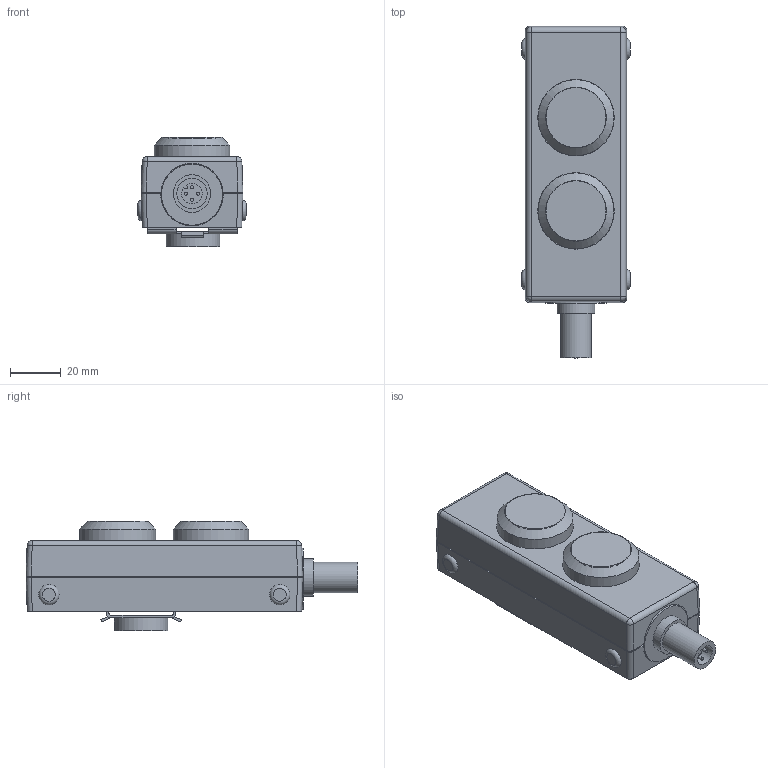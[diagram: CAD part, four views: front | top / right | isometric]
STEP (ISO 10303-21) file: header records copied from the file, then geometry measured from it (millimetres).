
FILE_DESCRIPTION(/* description */ ('Alibre Inc.'),/* implementation_level */ '2;1');
FILE_NAME(/* name */ 'export0',/* time_stamp */ '2015-03-13T11:02:50+01:00',/* author */ (''),/* organization */ (''),/* preprocessor_version */ 'ST-DEVELOPER v14',/* originating_system */ 'Alibre',/* authorisation */ '');
FILE_SCHEMA (('AUTOMOTIVE_DESIGN'));
Length unit declared in the file: centimetre
Bounding box: 42.7 x 130.3 x 42.8 mm (x, y, z)
Volume: 124482.9 mm3; surface area: 42836.3 mm2
Topology: 11 solids, 11 shells, 170 faces, 398 edges, 253 vertices
Faces by surface type: plane 102, cylinder 53, torus 4, bspline 4, sphere 4, cone 3
Full cylindrical faces by diameter (mm): 1.2 x4, 4.2 x2, 6.5 x3, 12 x1, 14.75 x1, 21 x1, 23.6 x2, 23.8 x2, 24 x1, 29.8 x2, 30 x2
Entity records: 4527 total; most frequent: CARTESIAN_POINT 805, ORIENTED_EDGE 704, DIRECTION 658, EDGE_CURVE 352, AXIS2_PLACEMENT_3D 281, VERTEX_POINT 240, EDGE_LOOP 210, FACE_BOUND 210
